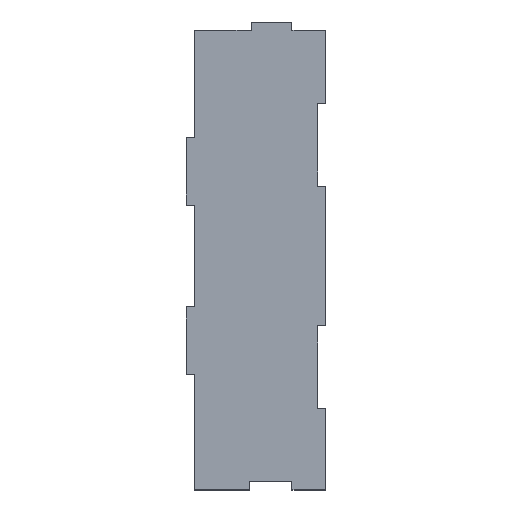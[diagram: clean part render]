
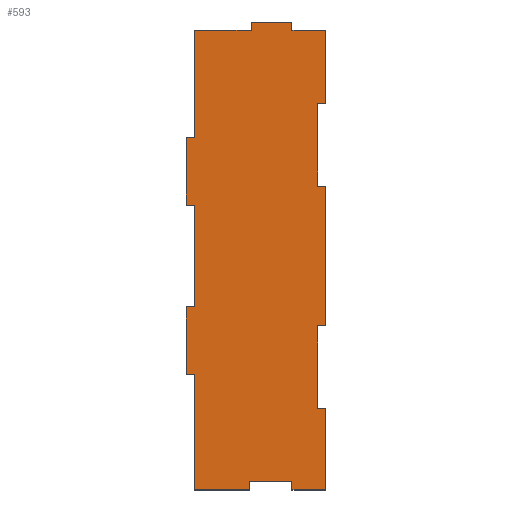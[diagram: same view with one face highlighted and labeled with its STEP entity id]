
A CAD part, top view. The second image highlights one B-rep face of the part: STEP entity #593.
In plain terms, the highlighted planar face has unit normal (0, 0, 1).
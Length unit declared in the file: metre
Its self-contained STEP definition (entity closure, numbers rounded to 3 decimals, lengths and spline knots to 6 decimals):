
#66=ORIENTED_EDGE('',*,*,#228,.T.);
#67=ORIENTED_EDGE('',*,*,#227,.T.);
#68=ORIENTED_EDGE('',*,*,#229,.T.);
#69=ORIENTED_EDGE('',*,*,#230,.T.);
#70=ORIENTED_EDGE('',*,*,#231,.T.);
#71=ORIENTED_EDGE('',*,*,#232,.T.);
#72=ORIENTED_EDGE('',*,*,#233,.T.);
#73=ORIENTED_EDGE('',*,*,#234,.T.);
#74=ORIENTED_EDGE('',*,*,#235,.T.);
#75=ORIENTED_EDGE('',*,*,#236,.T.);
#76=ORIENTED_EDGE('',*,*,#237,.T.);
#77=ORIENTED_EDGE('',*,*,#238,.T.);
#78=ORIENTED_EDGE('',*,*,#239,.T.);
#79=ORIENTED_EDGE('',*,*,#240,.T.);
#80=ORIENTED_EDGE('',*,*,#241,.T.);
#81=ORIENTED_EDGE('',*,*,#242,.T.);
#82=ORIENTED_EDGE('',*,*,#243,.T.);
#83=ORIENTED_EDGE('',*,*,#244,.T.);
#84=ORIENTED_EDGE('',*,*,#245,.T.);
#85=ORIENTED_EDGE('',*,*,#246,.T.);
#86=ORIENTED_EDGE('',*,*,#247,.T.);
#87=ORIENTED_EDGE('',*,*,#248,.T.);
#88=ORIENTED_EDGE('',*,*,#249,.T.);
#89=ORIENTED_EDGE('',*,*,#250,.T.);
#90=ORIENTED_EDGE('',*,*,#251,.T.);
#91=ORIENTED_EDGE('',*,*,#197,.T.);
#92=ORIENTED_EDGE('',*,*,#195,.T.);
#93=ORIENTED_EDGE('',*,*,#192,.T.);
#192=EDGE_CURVE('',#277,#276,#332,.T.);
#195=EDGE_CURVE('',#279,#277,#335,.T.);
#197=EDGE_CURVE('',#280,#279,#337,.T.);
#227=EDGE_CURVE('',#306,#307,#367,.T.);
#228=EDGE_CURVE('',#276,#306,#368,.T.);
#229=EDGE_CURVE('',#307,#308,#369,.T.);
#230=EDGE_CURVE('',#308,#309,#370,.T.);
#231=EDGE_CURVE('',#309,#310,#371,.T.);
#232=EDGE_CURVE('',#310,#311,#372,.T.);
#233=EDGE_CURVE('',#311,#312,#373,.T.);
#234=EDGE_CURVE('',#312,#313,#374,.T.);
#235=EDGE_CURVE('',#313,#314,#375,.T.);
#236=EDGE_CURVE('',#314,#315,#376,.T.);
#237=EDGE_CURVE('',#315,#316,#377,.T.);
#238=EDGE_CURVE('',#316,#317,#378,.T.);
#239=EDGE_CURVE('',#317,#318,#379,.T.);
#240=EDGE_CURVE('',#318,#319,#380,.T.);
#241=EDGE_CURVE('',#319,#320,#381,.T.);
#242=EDGE_CURVE('',#320,#321,#382,.T.);
#243=EDGE_CURVE('',#321,#322,#383,.T.);
#244=EDGE_CURVE('',#322,#323,#384,.T.);
#245=EDGE_CURVE('',#323,#324,#385,.T.);
#246=EDGE_CURVE('',#324,#325,#386,.T.);
#247=EDGE_CURVE('',#325,#326,#387,.T.);
#248=EDGE_CURVE('',#326,#327,#388,.T.);
#249=EDGE_CURVE('',#327,#328,#389,.T.);
#250=EDGE_CURVE('',#328,#329,#390,.T.);
#251=EDGE_CURVE('',#329,#280,#391,.T.);
#276=VERTEX_POINT('',#826);
#277=VERTEX_POINT('',#828);
#279=VERTEX_POINT('',#834);
#280=VERTEX_POINT('',#838);
#306=VERTEX_POINT('',#894);
#307=VERTEX_POINT('',#896);
#308=VERTEX_POINT('',#901);
#309=VERTEX_POINT('',#903);
#310=VERTEX_POINT('',#905);
#311=VERTEX_POINT('',#907);
#312=VERTEX_POINT('',#909);
#313=VERTEX_POINT('',#911);
#314=VERTEX_POINT('',#913);
#315=VERTEX_POINT('',#915);
#316=VERTEX_POINT('',#917);
#317=VERTEX_POINT('',#919);
#318=VERTEX_POINT('',#921);
#319=VERTEX_POINT('',#923);
#320=VERTEX_POINT('',#925);
#321=VERTEX_POINT('',#927);
#322=VERTEX_POINT('',#929);
#323=VERTEX_POINT('',#931);
#324=VERTEX_POINT('',#933);
#325=VERTEX_POINT('',#935);
#326=VERTEX_POINT('',#937);
#327=VERTEX_POINT('',#939);
#328=VERTEX_POINT('',#941);
#329=VERTEX_POINT('',#943);
#332=LINE('',#827,#416);
#335=LINE('',#833,#419);
#337=LINE('',#837,#421);
#367=LINE('',#897,#451);
#368=LINE('',#899,#452);
#369=LINE('',#900,#453);
#370=LINE('',#902,#454);
#371=LINE('',#904,#455);
#372=LINE('',#906,#456);
#373=LINE('',#908,#457);
#374=LINE('',#910,#458);
#375=LINE('',#912,#459);
#376=LINE('',#914,#460);
#377=LINE('',#916,#461);
#378=LINE('',#918,#462);
#379=LINE('',#920,#463);
#380=LINE('',#922,#464);
#381=LINE('',#924,#465);
#382=LINE('',#926,#466);
#383=LINE('',#928,#467);
#384=LINE('',#930,#468);
#385=LINE('',#932,#469);
#386=LINE('',#934,#470);
#387=LINE('',#936,#471);
#388=LINE('',#938,#472);
#389=LINE('',#940,#473);
#390=LINE('',#942,#474);
#391=LINE('',#944,#475);
#416=VECTOR('',#680,1.);
#419=VECTOR('',#685,1.);
#421=VECTOR('',#689,1.);
#451=VECTOR('',#723,1.);
#452=VECTOR('',#726,1.);
#453=VECTOR('',#727,1.);
#454=VECTOR('',#728,1.);
#455=VECTOR('',#729,1.);
#456=VECTOR('',#730,1.);
#457=VECTOR('',#731,1.);
#458=VECTOR('',#732,1.);
#459=VECTOR('',#733,1.);
#460=VECTOR('',#734,1.);
#461=VECTOR('',#735,1.);
#462=VECTOR('',#736,1.);
#463=VECTOR('',#737,1.);
#464=VECTOR('',#738,1.);
#465=VECTOR('',#739,1.);
#466=VECTOR('',#740,1.);
#467=VECTOR('',#741,1.);
#468=VECTOR('',#742,1.);
#469=VECTOR('',#743,1.);
#470=VECTOR('',#744,1.);
#471=VECTOR('',#745,1.);
#472=VECTOR('',#746,1.);
#473=VECTOR('',#747,1.);
#474=VECTOR('',#748,1.);
#475=VECTOR('',#749,1.);
#503=EDGE_LOOP('',(#66,#67,#68,#69,#70,#71,#72,#73,#74,#75,#76,#77,#78,
#79,#80,#81,#82,#83,#84,#85,#86,#87,#88,#89,#90,#91,#92,#93));
#533=FACE_BOUND('',#503,.T.);
#563=PLANE('',#649);
#593=ADVANCED_FACE('',(#533),#563,.T.);
#649=AXIS2_PLACEMENT_3D('',#898,#724,#725);
#680=DIRECTION('',(1.,0.,0.));
#685=DIRECTION('',(0.,1.,0.));
#689=DIRECTION('',(1.,0.,0.));
#723=DIRECTION('',(1.,0.,0.));
#724=DIRECTION('',(0.,0.,1.));
#725=DIRECTION('',(0.,-1.,0.));
#726=DIRECTION('',(0.,-1.,0.));
#727=DIRECTION('',(0.,1.,0.));
#728=DIRECTION('',(-1.,0.,0.));
#729=DIRECTION('',(0.,1.,0.));
#730=DIRECTION('',(1.,0.,0.));
#731=DIRECTION('',(0.,1.,0.));
#732=DIRECTION('',(-1.,0.,0.));
#733=DIRECTION('',(0.,1.,0.));
#734=DIRECTION('',(1.,0.,0.));
#735=DIRECTION('',(0.,1.,0.));
#736=DIRECTION('',(-1.,0.,0.));
#737=DIRECTION('',(0.,1.,0.));
#738=DIRECTION('',(-1.,0.,0.));
#739=DIRECTION('',(0.,-1.,0.));
#740=DIRECTION('',(-1.,0.,0.));
#741=DIRECTION('',(0.,-1.,0.));
#742=DIRECTION('',(-1.,0.,0.));
#743=DIRECTION('',(0.,-1.,0.));
#744=DIRECTION('',(1.,0.,0.));
#745=DIRECTION('',(0.,-1.,0.));
#746=DIRECTION('',(-1.,0.,0.));
#747=DIRECTION('',(0.,-1.,0.));
#748=DIRECTION('',(1.,0.,0.));
#749=DIRECTION('',(0.,-1.,0.));
#826=CARTESIAN_POINT('',(-0.025,0.006,0.006));
#827=CARTESIAN_POINT('',(-0.05225,0.006,0.006));
#828=CARTESIAN_POINT('',(-0.056,0.006,0.006));
#833=CARTESIAN_POINT('',(-0.056,0.08475,0.006));
#834=CARTESIAN_POINT('',(-0.056,0.,0.006));
#837=CARTESIAN_POINT('',(-0.097,0.,0.006));
#838=CARTESIAN_POINT('',(-0.097,0.,0.006));
#894=CARTESIAN_POINT('',(-0.025,0.,0.006));
#896=CARTESIAN_POINT('',(0.,0.,0.006));
#897=CARTESIAN_POINT('',(-0.097,0.,0.006));
#898=CARTESIAN_POINT('',(-0.0485,0.1695,0.006));
#899=CARTESIAN_POINT('',(-0.025,0.08775,0.006));
#900=CARTESIAN_POINT('',(0.,0.,0.006));
#901=CARTESIAN_POINT('',(0.,0.06,0.006));
#902=CARTESIAN_POINT('',(0.,0.06,0.006));
#903=CARTESIAN_POINT('',(-0.006,0.06,0.006));
#904=CARTESIAN_POINT('',(-0.006,0.06,0.006));
#905=CARTESIAN_POINT('',(-0.006,0.121,0.006));
#906=CARTESIAN_POINT('',(-0.006,0.121,0.006));
#907=CARTESIAN_POINT('',(0.,0.121,0.006));
#908=CARTESIAN_POINT('',(0.,0.,0.006));
#909=CARTESIAN_POINT('',(0.,0.224,0.006));
#910=CARTESIAN_POINT('',(0.,0.224,0.006));
#911=CARTESIAN_POINT('',(-0.006,0.224,0.006));
#912=CARTESIAN_POINT('',(-0.006,0.224,0.006));
#913=CARTESIAN_POINT('',(-0.006,0.285,0.006));
#914=CARTESIAN_POINT('',(-0.006,0.285,0.006));
#915=CARTESIAN_POINT('',(0.,0.285,0.006));
#916=CARTESIAN_POINT('',(0.,0.,0.006));
#917=CARTESIAN_POINT('',(0.,0.339,0.006));
#918=CARTESIAN_POINT('',(0.,0.339,0.006));
#919=CARTESIAN_POINT('',(-0.025,0.339,0.006));
#920=CARTESIAN_POINT('',(-0.025,0.339,0.006));
#921=CARTESIAN_POINT('',(-0.025,0.345,0.006));
#922=CARTESIAN_POINT('',(-0.025,0.345,0.006));
#923=CARTESIAN_POINT('',(-0.055,0.345,0.006));
#924=CARTESIAN_POINT('',(-0.055,0.345,0.006));
#925=CARTESIAN_POINT('',(-0.055,0.339,0.006));
#926=CARTESIAN_POINT('',(0.,0.339,0.006));
#927=CARTESIAN_POINT('',(-0.097,0.339,0.006));
#928=CARTESIAN_POINT('',(-0.097,0.339,0.006));
#929=CARTESIAN_POINT('',(-0.097,0.26,0.006));
#930=CARTESIAN_POINT('',(-0.097,0.26,0.006));
#931=CARTESIAN_POINT('',(-0.103,0.26,0.006));
#932=CARTESIAN_POINT('',(-0.103,0.26,0.006));
#933=CARTESIAN_POINT('',(-0.103,0.21,0.006));
#934=CARTESIAN_POINT('',(-0.103,0.21,0.006));
#935=CARTESIAN_POINT('',(-0.097,0.21,0.006));
#936=CARTESIAN_POINT('',(-0.097,0.339,0.006));
#937=CARTESIAN_POINT('',(-0.097,0.135,0.006));
#938=CARTESIAN_POINT('',(-0.097,0.135,0.006));
#939=CARTESIAN_POINT('',(-0.103,0.135,0.006));
#940=CARTESIAN_POINT('',(-0.103,0.135,0.006));
#941=CARTESIAN_POINT('',(-0.103,0.085,0.006));
#942=CARTESIAN_POINT('',(-0.103,0.085,0.006));
#943=CARTESIAN_POINT('',(-0.097,0.085,0.006));
#944=CARTESIAN_POINT('',(-0.097,0.339,0.006));
